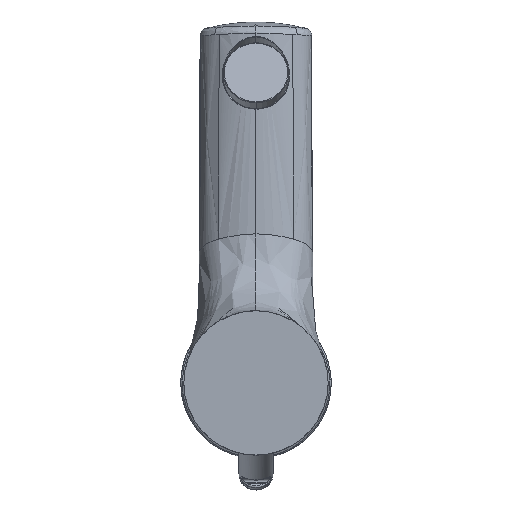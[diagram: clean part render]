
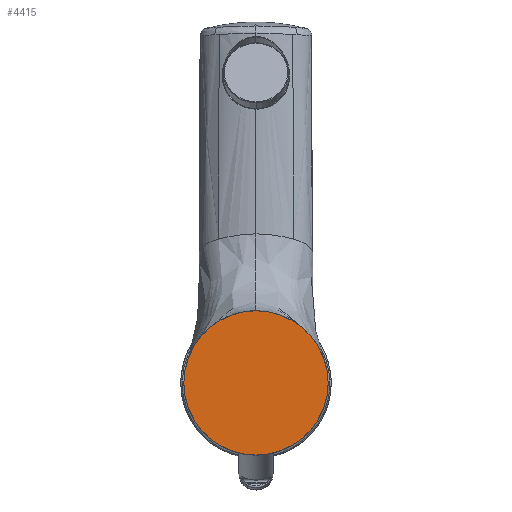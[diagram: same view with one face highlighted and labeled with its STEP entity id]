
A CAD part, front view. The second image highlights one B-rep face of the part: STEP entity #4415.
In plain terms, the highlighted planar face has unit normal (0, -1, 0).
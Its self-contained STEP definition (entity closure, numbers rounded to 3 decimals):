
#868 = VERTEX_POINT ( 'NONE', #6192 ) ;
#1128 = CARTESIAN_POINT ( 'NONE',  ( 0., 0., 0. ) ) ;
#1277 = CARTESIAN_POINT ( 'NONE',  ( 0., 0., 0. ) ) ;
#1791 = VERTEX_POINT ( 'NONE', #2603 ) ;
#1824 = DIRECTION ( 'NONE',  ( 0., 0., 1. ) ) ;
#2016 = CIRCLE ( 'NONE', #5845, 23.25 ) ;
#2603 = CARTESIAN_POINT ( 'NONE',  ( 0., 0., 23.25 ) ) ;
#2704 = PLANE ( 'NONE',  #3808 ) ;
#2792 = AXIS2_PLACEMENT_3D ( 'NONE', #1128, #6001, #1824 ) ;
#2829 = ORIENTED_EDGE ( 'NONE', *, *, #8457, .F. ) ;
#3419 = DIRECTION ( 'NONE',  ( 0., 1., 0. ) ) ;
#3610 = ORIENTED_EDGE ( 'NONE', *, *, #3815, .F. ) ;
#3808 = AXIS2_PLACEMENT_3D ( 'NONE', #1277, #3419, #8262 ) ;
#3815 = EDGE_CURVE ( 'NONE', #868, #1791, #2016, .T. ) ;
#4415 = ADVANCED_FACE ( 'NONE', ( #6545 ), #2704, .F. ) ;
#4784 = DIRECTION ( 'NONE',  ( 0., 0., 1. ) ) ;
#4796 = DIRECTION ( 'NONE',  ( 0., 1., 0. ) ) ;
#4812 = CARTESIAN_POINT ( 'NONE',  ( 0., 0., 0. ) ) ;
#4904 = EDGE_LOOP ( 'NONE', ( #3610, #2829 ) ) ;
#5845 = AXIS2_PLACEMENT_3D ( 'NONE', #4812, #4796, #4784 ) ;
#6001 = DIRECTION ( 'NONE',  ( 0., 1., 0. ) ) ;
#6192 = CARTESIAN_POINT ( 'NONE',  ( 0., 0., -23.25 ) ) ;
#6545 = FACE_OUTER_BOUND ( 'NONE', #4904, .T. ) ;
#7470 = CIRCLE ( 'NONE', #2792, 23.25 ) ;
#8262 = DIRECTION ( 'NONE',  ( 0., 0., 1. ) ) ;
#8457 = EDGE_CURVE ( 'NONE', #1791, #868, #7470, .T. ) ;
